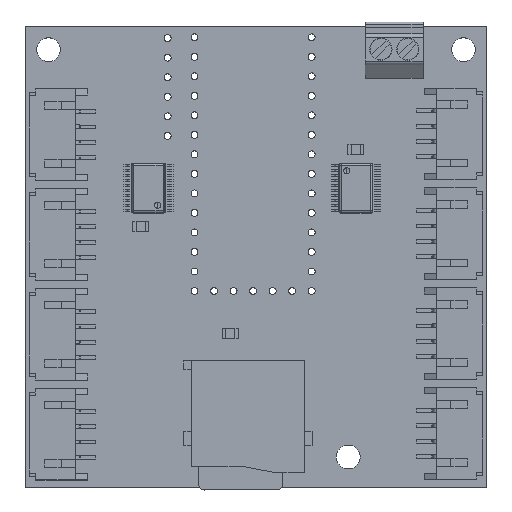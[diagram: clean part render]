
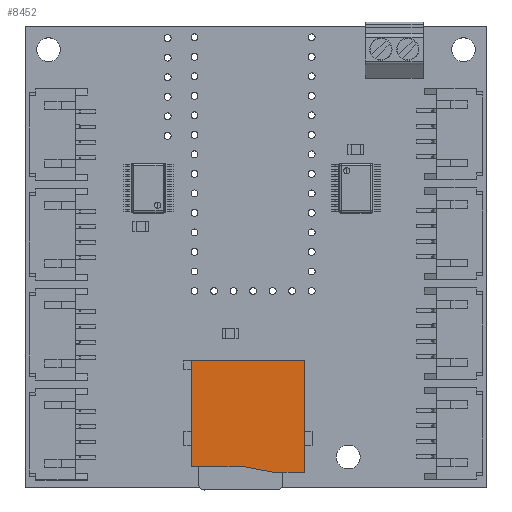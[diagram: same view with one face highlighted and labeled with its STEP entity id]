
A CAD part, top view. The second image highlights one B-rep face of the part: STEP entity #8452.
In plain terms, the highlighted face is planar.
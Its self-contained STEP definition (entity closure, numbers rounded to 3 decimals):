
#8269 = VERTEX_POINT('',#8270);
#8270 = CARTESIAN_POINT('',(-30.625,1.8,7.149));
#8276 = EDGE_CURVE('',#8277,#8269,#8279,.T.);
#8277 = VERTEX_POINT('',#8278);
#8278 = CARTESIAN_POINT('',(-16.825,1.8,7.149));
#8279 = LINE('',#8280,#8281);
#8280 = CARTESIAN_POINT('',(-31.325,1.8,7.149));
#8281 = VECTOR('',#8282,1.);
#8282 = DIRECTION('',(-1.,0.,0.));
#8310 = EDGE_CURVE('',#8311,#8277,#8313,.T.);
#8311 = VERTEX_POINT('',#8312);
#8312 = CARTESIAN_POINT('',(-16.825,1.8,21.849));
#8313 = LINE('',#8314,#8315);
#8314 = CARTESIAN_POINT('',(-16.825,1.8,7.149));
#8315 = VECTOR('',#8316,1.);
#8316 = DIRECTION('',(0.,0.,-1.));
#8340 = EDGE_CURVE('',#8341,#8311,#8343,.T.);
#8341 = VERTEX_POINT('',#8342);
#8342 = CARTESIAN_POINT('',(-31.325,1.8,21.849));
#8343 = LINE('',#8344,#8345);
#8344 = CARTESIAN_POINT('',(-16.825,1.8,21.849));
#8345 = VECTOR('',#8346,1.);
#8346 = DIRECTION('',(1.,0.,0.));
#8381 = EDGE_CURVE('',#8382,#8341,#8384,.T.);
#8382 = VERTEX_POINT('',#8383);
#8383 = CARTESIAN_POINT('',(-31.325,1.8,17.849));
#8384 = LINE('',#8385,#8386);
#8385 = CARTESIAN_POINT('',(-31.325,1.8,21.849));
#8386 = VECTOR('',#8387,1.);
#8387 = DIRECTION('',(0.,0.,1.));
#8412 = EDGE_CURVE('',#8413,#8382,#8415,.T.);
#8413 = VERTEX_POINT('',#8414);
#8414 = CARTESIAN_POINT('',(-30.625,1.8,14.149));
#8415 = LINE('',#8416,#8417);
#8416 = CARTESIAN_POINT('',(-30.625,1.8,14.149));
#8417 = VECTOR('',#8418,1.);
#8418 = DIRECTION('',(-0.186,0.,0.983));
#8441 = EDGE_CURVE('',#8269,#8413,#8442,.T.);
#8442 = LINE('',#8443,#8444);
#8443 = CARTESIAN_POINT('',(-30.625,1.8,7.149));
#8444 = VECTOR('',#8445,1.);
#8445 = DIRECTION('',(0.,0.,1.));
#8452 = ADVANCED_FACE('',(#8453),#8461,.T.);
#8453 = FACE_BOUND('',#8454,.T.);
#8454 = EDGE_LOOP('',(#8455,#8456,#8457,#8458,#8459,#8460));
#8455 = ORIENTED_EDGE('',*,*,#8441,.T.);
#8456 = ORIENTED_EDGE('',*,*,#8412,.T.);
#8457 = ORIENTED_EDGE('',*,*,#8381,.T.);
#8458 = ORIENTED_EDGE('',*,*,#8340,.T.);
#8459 = ORIENTED_EDGE('',*,*,#8310,.T.);
#8460 = ORIENTED_EDGE('',*,*,#8276,.T.);
#8461 = PLANE('',#8462);
#8462 = AXIS2_PLACEMENT_3D('',#8463,#8464,#8465);
#8463 = CARTESIAN_POINT('',(-24.075,1.8,14.499));
#8464 = DIRECTION('',(0.,1.,0.));
#8465 = DIRECTION('',(0.,0.,1.));
